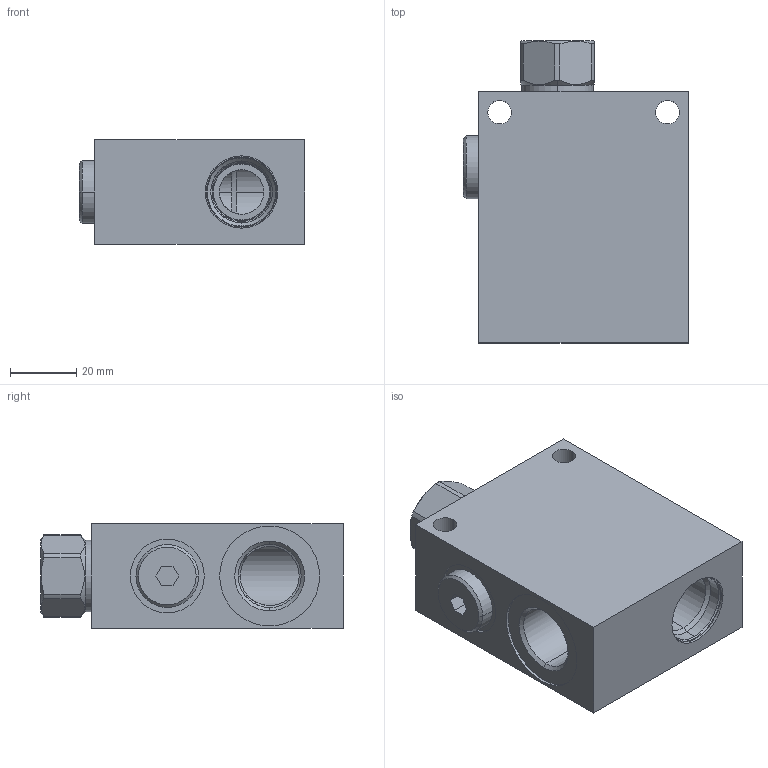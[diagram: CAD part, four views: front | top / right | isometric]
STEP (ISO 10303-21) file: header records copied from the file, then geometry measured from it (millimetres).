
FILE_DESCRIPTION((''),'2;1');
FILE_NAME('X5Q_ASM','2019-08-13T',('ProEService'),(''),'PRO/ENGINEER BY PARAMETRIC TECHNOLOGY CORPORATION, 2014200','PRO/ENGINEER BY PARAMETRIC TECHNOLOGY CORPORATION, 2014200','');
FILE_SCHEMA(('CONFIG_CONTROL_DESIGN'));
Length unit declared in the file: inch
Products named in the file (4): 157-434-009; 330-018-002; CXDAXAN; X5Q_ASM
Assembly tree (3 placements, depth 2):
  X5Q_ASM
    157-434-009
    330-018-002
    CXDAXAN
Bounding box: 68.1 x 91.44 x 31.75 mm (x, y, z)
Volume: 125423.4 mm3; surface area: 35401.6 mm2
Topology: 4 solids, 4 shells, 305 faces, 946 edges, 754 vertices
Faces by surface type: cylinder 149, cone 68, plane 54, torus 28, revolution 6
Entity records: 12584 total; most frequent: CARTESIAN_POINT 4243, DIRECTION 1756, ORIENTED_EDGE 1428, EDGE_CURVE 714, AXIS2_PLACEMENT_3D 641, VECTOR 468, LINE 468, VERTEX_POINT 437
